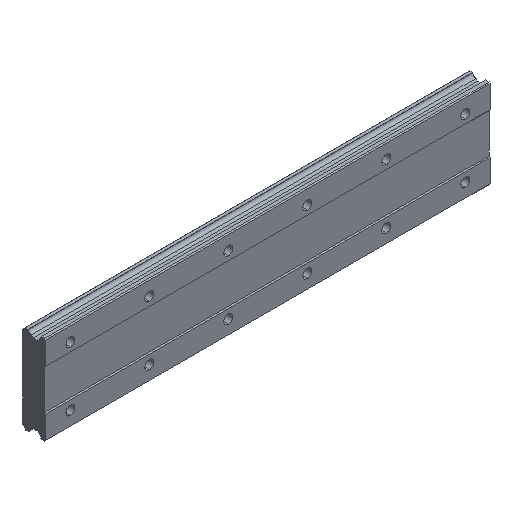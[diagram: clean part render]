
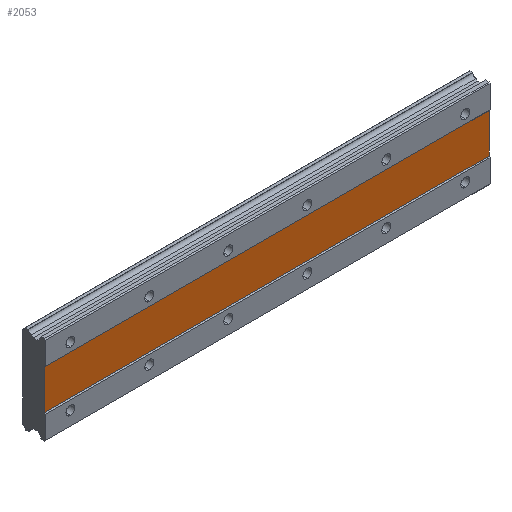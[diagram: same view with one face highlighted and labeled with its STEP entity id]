
A CAD part, isometric view. The second image highlights one B-rep face of the part: STEP entity #2053.
In plain terms, the highlighted planar face has unit normal (0, -1, 0).
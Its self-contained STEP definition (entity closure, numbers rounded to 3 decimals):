
#75 = ORIENTED_EDGE ( 'NONE', *, *, #2494, .F. ) ;
#136 = DIRECTION ( 'NONE',  ( 1., 0., 0. ) ) ;
#265 = CARTESIAN_POINT ( 'NONE',  ( 425., 1., -20. ) ) ;
#306 = PLANE ( 'NONE',  #1641 ) ;
#353 = EDGE_CURVE ( 'NONE', #773, #2984, #1461, .T. ) ;
#424 = VECTOR ( 'NONE', #136, 1000. ) ;
#473 = CARTESIAN_POINT ( 'NONE',  ( 425., 1., 20. ) ) ;
#554 = DIRECTION ( 'NONE',  ( 0., 1., 0. ) ) ;
#617 = VERTEX_POINT ( 'NONE', #473 ) ;
#675 = ORIENTED_EDGE ( 'NONE', *, *, #837, .F. ) ;
#773 = VERTEX_POINT ( 'NONE', #2572 ) ;
#832 = CARTESIAN_POINT ( 'NONE',  ( 425., 1., 20. ) ) ;
#837 = EDGE_CURVE ( 'NONE', #617, #1592, #2631, .T. ) ;
#966 = VECTOR ( 'NONE', #2732, 1000. ) ;
#1006 = CARTESIAN_POINT ( 'NONE',  ( -25., 1., 20. ) ) ;
#1044 = CARTESIAN_POINT ( 'NONE',  ( 425., 1., -20. ) ) ;
#1063 = LINE ( 'NONE', #832, #424 ) ;
#1092 = EDGE_LOOP ( 'NONE', ( #1563, #675, #75, #2889 ) ) ;
#1100 = EDGE_CURVE ( 'NONE', #1592, #773, #2484, .T. ) ;
#1239 = CARTESIAN_POINT ( 'NONE',  ( 425., 1., 20. ) ) ;
#1461 = LINE ( 'NONE', #1006, #1479 ) ;
#1479 = VECTOR ( 'NONE', #2187, 1000. ) ;
#1563 = ORIENTED_EDGE ( 'NONE', *, *, #1100, .F. ) ;
#1592 = VERTEX_POINT ( 'NONE', #1044 ) ;
#1641 = AXIS2_PLACEMENT_3D ( 'NONE', #1239, #554, #1926 ) ;
#1895 = CARTESIAN_POINT ( 'NONE',  ( 425., 1., 20. ) ) ;
#1926 = DIRECTION ( 'NONE',  ( 0., 0., 1. ) ) ;
#2053 = ADVANCED_FACE ( 'NONE', ( #2634 ), #306, .F. ) ;
#2187 = DIRECTION ( 'NONE',  ( 0., 0., 1. ) ) ;
#2193 = CARTESIAN_POINT ( 'NONE',  ( -25., 1., 20. ) ) ;
#2214 = VECTOR ( 'NONE', #2823, 1000. ) ;
#2484 = LINE ( 'NONE', #265, #966 ) ;
#2494 = EDGE_CURVE ( 'NONE', #2984, #617, #1063, .T. ) ;
#2572 = CARTESIAN_POINT ( 'NONE',  ( -25., 1., -20. ) ) ;
#2631 = LINE ( 'NONE', #1895, #2214 ) ;
#2634 = FACE_OUTER_BOUND ( 'NONE', #1092, .T. ) ;
#2732 = DIRECTION ( 'NONE',  ( -1., 0., 0. ) ) ;
#2823 = DIRECTION ( 'NONE',  ( 0., 0., -1. ) ) ;
#2889 = ORIENTED_EDGE ( 'NONE', *, *, #353, .F. ) ;
#2984 = VERTEX_POINT ( 'NONE', #2193 ) ;
